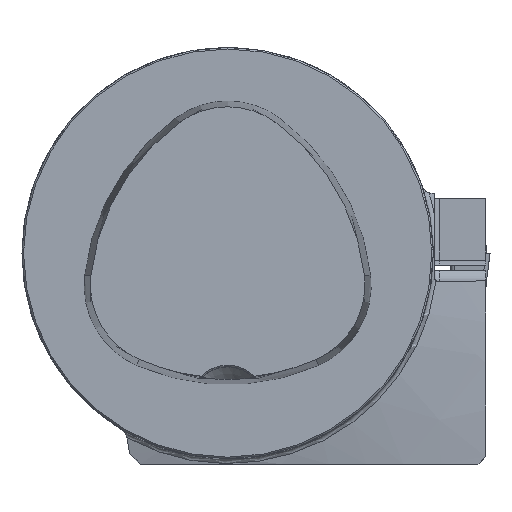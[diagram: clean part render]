
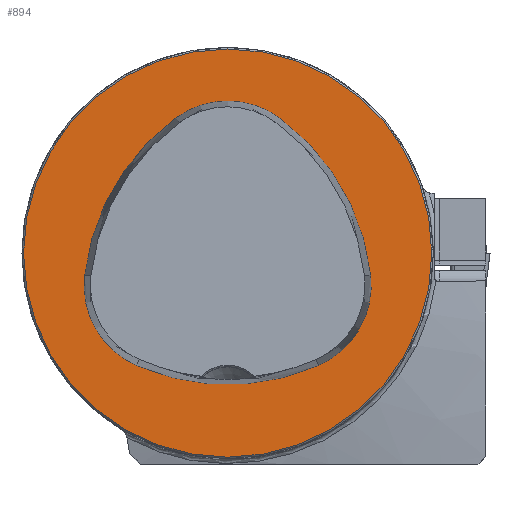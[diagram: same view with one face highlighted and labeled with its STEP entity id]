
A CAD part, top view. The second image highlights one B-rep face of the part: STEP entity #894.
In plain terms, the highlighted planar face has unit normal (0, 0, 1).
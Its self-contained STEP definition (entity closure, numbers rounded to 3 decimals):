
#135=FACE_BOUND('',#1239,.T.);
#136=FACE_BOUND('',#1240,.T.);
#218=PLANE('',#3430);
#894=ADVANCED_FACE('CU_FL_N1_SU_1',(#135,#136),#218,.T.);
#1239=EDGE_LOOP('',(#1688,#1689,#1690,#1691,#1692,#1693));
#1240=EDGE_LOOP('',(#1694));
#1388=CIRCLE('',#3421,44.075);
#1390=CIRCLE('',#3424,44.075);
#1391=CIRCLE('',#3425,17.075);
#1392=CIRCLE('',#3426,17.075);
#1393=CIRCLE('',#3427,44.075);
#1394=CIRCLE('',#3428,17.075);
#1395=CIRCLE('',#3429,39.7);
#1688=ORIENTED_EDGE('',*,*,#2851,.F.);
#1689=ORIENTED_EDGE('',*,*,#2852,.F.);
#1690=ORIENTED_EDGE('',*,*,#2844,.F.);
#1691=ORIENTED_EDGE('',*,*,#2853,.F.);
#1692=ORIENTED_EDGE('',*,*,#2854,.F.);
#1693=ORIENTED_EDGE('',*,*,#2855,.F.);
#1694=ORIENTED_EDGE('',*,*,#2856,.T.);
#2492=VERTEX_POINT('',#5079);
#2493=VERTEX_POINT('',#5081);
#2499=VERTEX_POINT('',#5113);
#2500=VERTEX_POINT('',#5114);
#2501=VERTEX_POINT('',#5117);
#2502=VERTEX_POINT('',#5119);
#2503=VERTEX_POINT('',#5122);
#2844=EDGE_CURVE('',#2492,#2493,#1388,.T.);
#2851=EDGE_CURVE('',#2499,#2500,#1390,.T.);
#2852=EDGE_CURVE('',#2493,#2499,#1391,.T.);
#2853=EDGE_CURVE('',#2501,#2492,#1392,.T.);
#2854=EDGE_CURVE('',#2502,#2501,#1393,.T.);
#2855=EDGE_CURVE('',#2500,#2502,#1394,.T.);
#2856=EDGE_CURVE('',#2503,#2503,#1395,.T.);
#3421=AXIS2_PLACEMENT_3D('',#5080,#3812,#3813);
#3424=AXIS2_PLACEMENT_3D('',#5112,#3819,#3820);
#3425=AXIS2_PLACEMENT_3D('',#5115,#3821,#3822);
#3426=AXIS2_PLACEMENT_3D('',#5116,#3823,#3824);
#3427=AXIS2_PLACEMENT_3D('',#5118,#3825,#3826);
#3428=AXIS2_PLACEMENT_3D('',#5120,#3827,#3828);
#3429=AXIS2_PLACEMENT_3D('',#5121,#3829,#3830);
#3430=AXIS2_PLACEMENT_3D('',#5123,#3831,#3832);
#3812=DIRECTION('',(0.,0.,1.));
#3813=DIRECTION('',(-1.,0.,0.));
#3819=DIRECTION('',(0.,0.,1.));
#3820=DIRECTION('',(-1.,0.,0.));
#3821=DIRECTION('',(0.,0.,1.));
#3822=DIRECTION('',(-1.,0.,0.));
#3823=DIRECTION('',(0.,0.,1.));
#3824=DIRECTION('',(-1.,0.,0.));
#3825=DIRECTION('',(0.,0.,1.));
#3826=DIRECTION('',(-1.,0.,0.));
#3827=DIRECTION('',(0.,0.,1.));
#3828=DIRECTION('',(-1.,0.,0.));
#3829=DIRECTION('',(0.,0.,1.));
#3830=DIRECTION('',(-1.,0.,0.));
#3831=DIRECTION('',(0.,0.,1.));
#3832=DIRECTION('',(-1.,0.,0.));
#5079=CARTESIAN_POINT('',(-17.691,-21.869,0.));
#5080=CARTESIAN_POINT('',(0.,18.5,0.));
#5081=CARTESIAN_POINT('',(17.691,-21.869,0.));
#5112=CARTESIAN_POINT('',(-15.993,-9.254,0.));
#5113=CARTESIAN_POINT('',(27.805,-4.317,0.));
#5114=CARTESIAN_POINT('',(10.114,26.257,0.));
#5115=CARTESIAN_POINT('',(10.837,-6.23,0.));
#5116=CARTESIAN_POINT('',(-10.837,-6.23,0.));
#5117=CARTESIAN_POINT('',(-27.805,-4.317,0.));
#5118=CARTESIAN_POINT('',(15.993,-9.254,0.));
#5119=CARTESIAN_POINT('',(-10.114,26.257,0.));
#5120=CARTESIAN_POINT('',(0.,12.5,0.));
#5121=CARTESIAN_POINT('',(0.,0.,0.));
#5122=CARTESIAN_POINT('',(-39.7,0.,0.));
#5123=CARTESIAN_POINT('',(0.,0.,0.));
